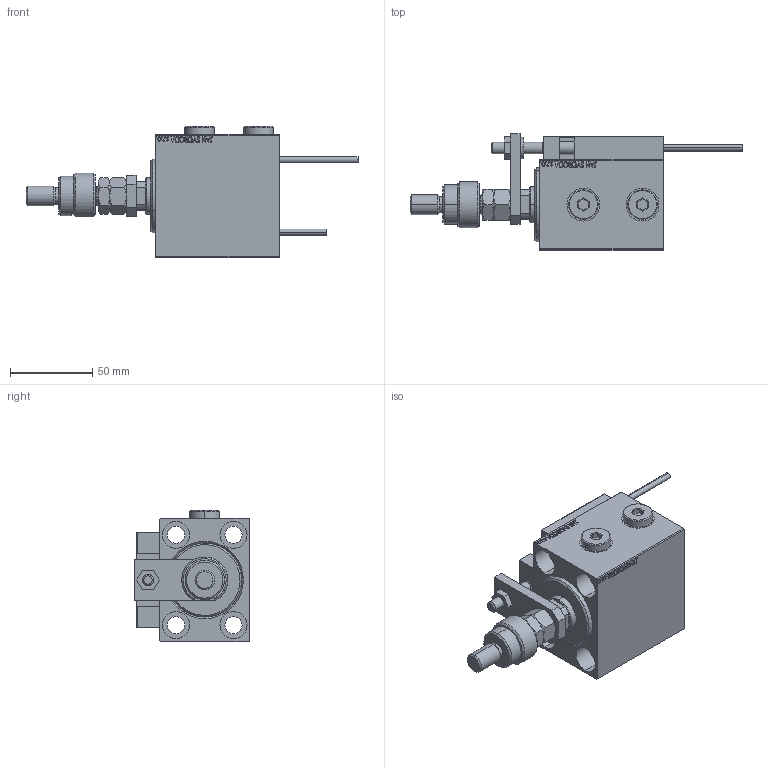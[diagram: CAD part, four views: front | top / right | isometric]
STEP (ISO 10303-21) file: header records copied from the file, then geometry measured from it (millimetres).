
FILE_DESCRIPTION (( 'STEP AP203' ), '1' );
FILE_NAME ('ad0a.STEP', '2024-02-13T04:31:51', ( '' ), ( '' ), 'SwSTEP 2.0', 'SolidWorks 2019', '' );
FILE_SCHEMA (( 'CONFIG_CONTROL_DESIGN' ));
Length unit declared in the file: millimetre
Products named in the file (19): NUT_D12 6dc1972acea6a37ed14bbb3915385c55; MFA 6dc1972acea6a37ed14bbb3915385c55; ALLEN BOLT D8 6dc1972acea6a37ed14bbb3915385c55; ZARAZKA 6dc1972acea6a37ed14bbb3915385c55; SWITCH_X_FRONT_BACK 6dc1972acea6a37ed14bbb3915385c55; Zatka_OIL_PORT 6dc1972acea6a37ed14bbb3915385c55; SWITCH DIM B,W 6dc1972acea6a37ed14bbb3915385c55; FEMALE_PART_FOR_DFA 6dc1972acea6a37ed14bbb3915385c55; ad0a; SWITCH X 6dc1972acea6a37ed14bbb3915385c55; MAGNET 6dc1972acea6a37ed14bbb3915385c55; KONCOVKA 6dc1972acea6a37ed14bbb3915385c55; TYC_L79 6dc1972acea6a37ed14bbb3915385c55; X_Y_DFA 6dc1972acea6a37ed14bbb3915385c55; V450CM_C_Body 6dc1972acea6a37ed14bbb3915385c55; Block 6dc1972acea6a37ed14bbb3915385c55; V450CM_C_VCP 6dc1972acea6a37ed14bbb3915385c55; ALLEN BOLT D5 6dc1972acea6a37ed14bbb3915385c55; V450CM_VC_B 6dc1972acea6a37ed14bbb3915385c55
Assembly tree (29 placements, depth 3):
  ad0a
    V450CM_C_Body 6dc1972acea6a37ed14bbb3915385c55
    SWITCH X 6dc1972acea6a37ed14bbb3915385c55
      SWITCH_X_FRONT_BACK 6dc1972acea6a37ed14bbb3915385c55  x2
      TYC_L79 6dc1972acea6a37ed14bbb3915385c55
      Block 6dc1972acea6a37ed14bbb3915385c55  x2
      ALLEN BOLT D5 6dc1972acea6a37ed14bbb3915385c55  x4
      ALLEN BOLT D8 6dc1972acea6a37ed14bbb3915385c55  x4
      MAGNET 6dc1972acea6a37ed14bbb3915385c55  x2
      KONCOVKA 6dc1972acea6a37ed14bbb3915385c55  x2
    NUT_D12 6dc1972acea6a37ed14bbb3915385c55
    SWITCH DIM B,W 6dc1972acea6a37ed14bbb3915385c55
    ZARAZKA 6dc1972acea6a37ed14bbb3915385c55
    V450CM_C_VCP 6dc1972acea6a37ed14bbb3915385c55
    V450CM_VC_B 6dc1972acea6a37ed14bbb3915385c55
    X_Y_DFA 6dc1972acea6a37ed14bbb3915385c55
      FEMALE_PART_FOR_DFA 6dc1972acea6a37ed14bbb3915385c55
      MFA 6dc1972acea6a37ed14bbb3915385c55
    Zatka_OIL_PORT 6dc1972acea6a37ed14bbb3915385c55  x2
Bounding box: 202 x 70.5 x 79.9 mm (x, y, z)
Volume: 329576.1 mm3; surface area: 94541.9 mm2
Topology: 27 solids, 27 shells, 1421 faces, 3370 edges, 2139 vertices
Faces by surface type: plane 622, bspline 380, cylinder 217, cone 150, torus 48, sphere 4
Entity records: 54309 total; most frequent: CARTESIAN_POINT 27004, ORIENTED_EDGE 5680, DIRECTION 4010, EDGE_CURVE 2840, VERTEX_POINT 1839, VECTOR 1592, LINE 1592, EDGE_LOOP 1323
